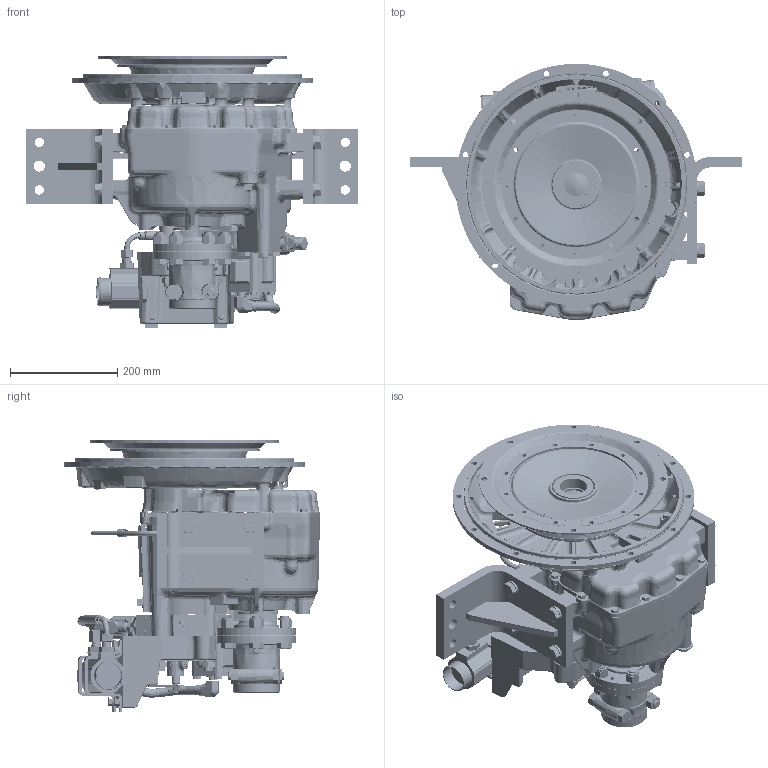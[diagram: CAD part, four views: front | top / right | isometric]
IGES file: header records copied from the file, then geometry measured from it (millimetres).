
Start section: SolidWorks IGES file using analytic representation for surfaces
Global section: file name: PX13021C.IGS; native system: SolidWorks 2010; preprocessor: SolidWorks 2010; author: andrewc; date: 140904.111948; units: millimetre
Bounding box: 620.1 x 478.74 x 506.28 mm (x, y, z)
Surface area: 2054388.3 mm2 (no closed solid volume)
Topology: 0 solids, 0 shells, 4560 faces, 82262 edges, 82124 vertices
Faces by surface type: bspline 2546, revolution 2014
